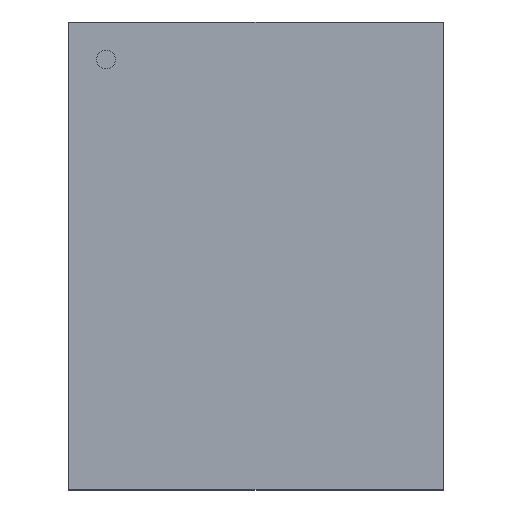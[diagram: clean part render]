
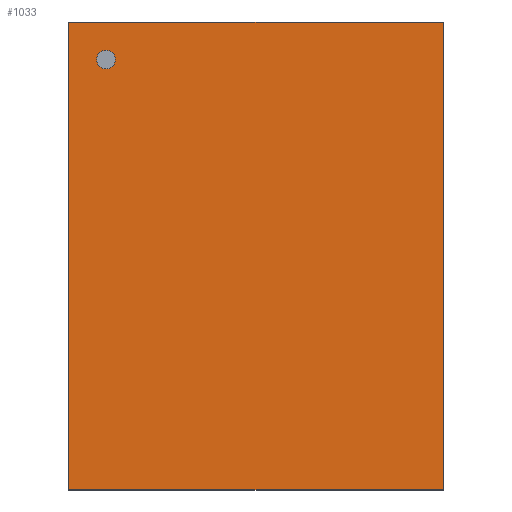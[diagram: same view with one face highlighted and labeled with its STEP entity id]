
A CAD part, top view. The second image highlights one B-rep face of the part: STEP entity #1033.
In plain terms, the highlighted planar face has unit normal (0, 0, 1).
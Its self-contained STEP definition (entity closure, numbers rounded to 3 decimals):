
#809=CARTESIAN_POINT('',(4.051,-5.055,1.194));
#808=VERTEX_POINT('',#809);
#819=CARTESIAN_POINT('',(-4.051,-5.055,1.194));
#818=VERTEX_POINT('',#819);
#817=EDGE_CURVE('',#818,#808,#822,.T.);
#822=LINE('',#819,#824);
#824=VECTOR('',#825,8.103);
#825=DIRECTION('',(1.0,0.0,0.0));
#858=CARTESIAN_POINT('',(4.051,5.055,1.194));
#857=VERTEX_POINT('',#858);
#866=EDGE_CURVE('',#808,#857,#871,.T.);
#871=LINE('',#809,#873);
#873=VECTOR('',#874,10.109);
#874=DIRECTION('',(0.0,1.0,0.0));
#907=CARTESIAN_POINT('',(-4.051,5.055,1.194));
#906=VERTEX_POINT('',#907);
#915=EDGE_CURVE('',#857,#906,#920,.T.);
#920=LINE('',#858,#922);
#922=VECTOR('',#923,8.103);
#923=DIRECTION('',(-1.0,0.0,0.0));
#964=EDGE_CURVE('',#906,#818,#969,.T.);
#969=LINE('',#907,#971);
#971=VECTOR('',#972,10.109);
#972=DIRECTION('',(0.0,-1.0,0.0));
#1033=ADVANCED_FACE('',(#1039),#1034,.T.);
#1034=PLANE('',#1035);
#1035=AXIS2_PLACEMENT_3D('',#1036,#1037,#1038);
#1036=CARTESIAN_POINT('',(-4.051,-5.055,1.194));
#1037=DIRECTION('',(0.0,0.0,1.0));
#1038=DIRECTION('',(0.,1.,0.));
#1039=FACE_OUTER_BOUND('',#1040,.T.);
#1040=EDGE_LOOP('',(#1041,#1051,#1061,#1071));
#1041=ORIENTED_EDGE('',*,*,#817,.T.);
#1051=ORIENTED_EDGE('',*,*,#866,.T.);
#1061=ORIENTED_EDGE('',*,*,#915,.T.);
#1071=ORIENTED_EDGE('',*,*,#964,.T.);
